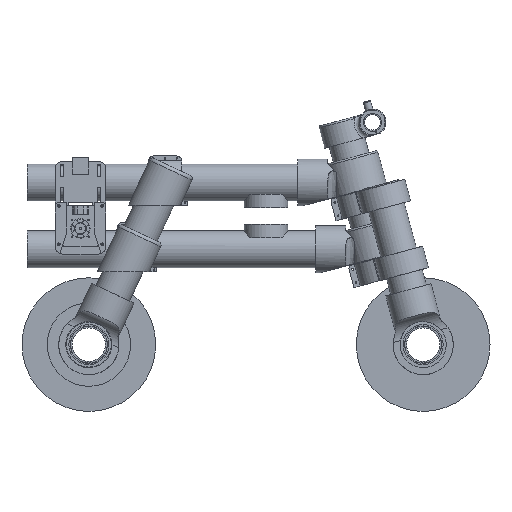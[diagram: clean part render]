
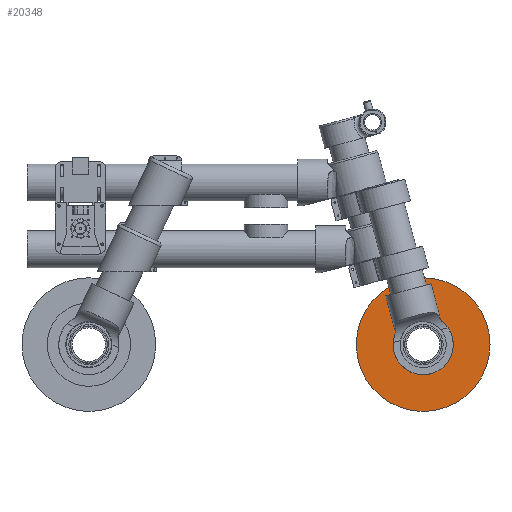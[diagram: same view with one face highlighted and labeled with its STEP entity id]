
A CAD part, front view. The second image highlights one B-rep face of the part: STEP entity #20348.
In plain terms, the highlighted planar face has unit normal (0, -1, 0).
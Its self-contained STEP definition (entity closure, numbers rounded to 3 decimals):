
#4323=FACE_BOUND('',#5855,.T.);
#4655=FACE_OUTER_BOUND('',#5854,.T.);
#5854=EDGE_LOOP('',(#13788));
#5855=EDGE_LOOP('',(#13789));
#7365=CIRCLE('',#21650,55.);
#7366=CIRCLE('',#21652,200.);
#8618=VERTEX_POINT('',#30525);
#8619=VERTEX_POINT('',#30529);
#10699=EDGE_CURVE('',#8618,#8618,#7365,.T.);
#10701=EDGE_CURVE('',#8619,#8619,#7366,.T.);
#13788=ORIENTED_EDGE('',*,*,#10701,.F.);
#13789=ORIENTED_EDGE('',*,*,#10699,.F.);
#19888=PLANE('',#21653);
#20348=ADVANCED_FACE('',(#4655,#4323),#19888,.F.);
#21650=AXIS2_PLACEMENT_3D('',#30527,#24140,#24141);
#21652=AXIS2_PLACEMENT_3D('',#30531,#24145,#24146);
#21653=AXIS2_PLACEMENT_3D('',#30532,#24147,#24148);
#24140=DIRECTION('center_axis',(0.,-1.,0.));
#24141=DIRECTION('ref_axis',(1.,0.,0.));
#24145=DIRECTION('center_axis',(0.,1.,0.));
#24146=DIRECTION('ref_axis',(1.,0.,0.));
#24147=DIRECTION('center_axis',(0.,1.,0.));
#24148=DIRECTION('ref_axis',(1.,0.,0.));
#30525=CARTESIAN_POINT('',(-55.,0.,0.));
#30527=CARTESIAN_POINT('Origin',(0.,0.,0.));
#30529=CARTESIAN_POINT('',(-200.,0.,0.));
#30531=CARTESIAN_POINT('Origin',(0.,0.,0.));
#30532=CARTESIAN_POINT('Origin',(0.,0.,0.));
